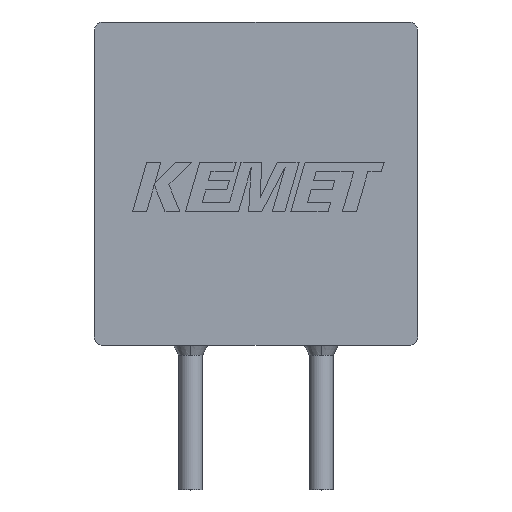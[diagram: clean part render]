
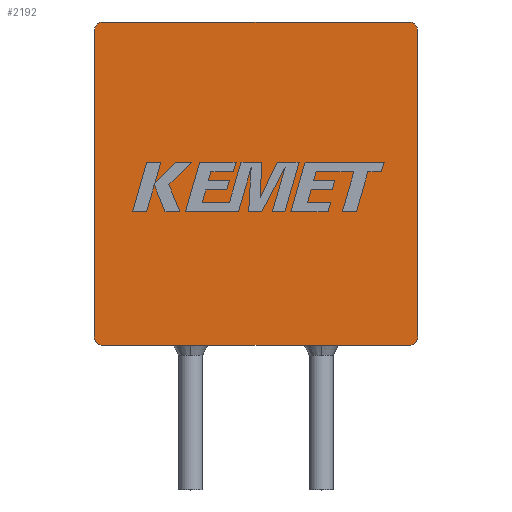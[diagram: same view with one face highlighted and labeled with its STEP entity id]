
A CAD part, top view. The second image highlights one B-rep face of the part: STEP entity #2192.
In plain terms, the highlighted planar face has unit normal (0, 0, 1).
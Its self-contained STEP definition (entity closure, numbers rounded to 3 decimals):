
#7 = CARTESIAN_POINT ( 'NONE',  ( 3.81, 3.61, 2.54 ) ) ;
#103 = VECTOR ( 'NONE', #880, 1000. ) ;
#106 = PLANE ( 'NONE',  #3124 ) ;
#111 = AXIS2_PLACEMENT_3D ( 'NONE', #1089, #1953, #2191 ) ;
#204 = AXIS2_PLACEMENT_3D ( 'NONE', #997, #1012, #3374 ) ;
#278 = LINE ( 'NONE', #2651, #3127 ) ;
#492 = ORIENTED_EDGE ( 'NONE', *, *, #718, .T. ) ;
#571 = CARTESIAN_POINT ( 'NONE',  ( -3.61, -3.61, 2.54 ) ) ;
#586 = FACE_OUTER_BOUND ( 'NONE', #1533, .T. ) ;
#635 = DIRECTION ( 'NONE',  ( 0., 0., -1. ) ) ;
#636 = CIRCLE ( 'NONE', #1198, 0.2 ) ;
#640 = CARTESIAN_POINT ( 'NONE',  ( -3.81, 3.81, 2.54 ) ) ;
#678 = DIRECTION ( 'NONE',  ( 0., 0., 1. ) ) ;
#718 = EDGE_CURVE ( 'NONE', #2406, #1355, #2186, .T. ) ;
#727 = EDGE_CURVE ( 'NONE', #3154, #3348, #1113, .T. ) ;
#750 = ORIENTED_EDGE ( 'NONE', *, *, #2483, .T. ) ;
#867 = ORIENTED_EDGE ( 'NONE', *, *, #1981, .T. ) ;
#880 = DIRECTION ( 'NONE',  ( 0., 1., 0. ) ) ;
#997 = CARTESIAN_POINT ( 'NONE',  ( -3.61, 3.61, 2.54 ) ) ;
#1012 = DIRECTION ( 'NONE',  ( 0., 0., 1. ) ) ;
#1039 = ORIENTED_EDGE ( 'NONE', *, *, #2067, .T. ) ;
#1089 = CARTESIAN_POINT ( 'NONE',  ( 3.61, -3.61, 2.54 ) ) ;
#1113 = LINE ( 'NONE', #1978, #103 ) ;
#1131 = CIRCLE ( 'NONE', #3155, 0.2 ) ;
#1181 = CARTESIAN_POINT ( 'NONE',  ( 0., 0., 2.54 ) ) ;
#1193 = CARTESIAN_POINT ( 'NONE',  ( -3.81, -3.61, 2.54 ) ) ;
#1198 = AXIS2_PLACEMENT_3D ( 'NONE', #3080, #678, #1759 ) ;
#1355 = VERTEX_POINT ( 'NONE', #1193 ) ;
#1404 = DIRECTION ( 'NONE',  ( 0., 0., 1. ) ) ;
#1418 = DIRECTION ( 'NONE',  ( -1., 0., 0. ) ) ;
#1435 = CARTESIAN_POINT ( 'NONE',  ( 3.81, -3.61, 2.54 ) ) ;
#1472 = CIRCLE ( 'NONE', #111, 0.2 ) ;
#1533 = EDGE_LOOP ( 'NONE', ( #2529, #867, #1897, #2888, #492, #3036, #1039, #750 ) ) ;
#1538 = VERTEX_POINT ( 'NONE', #3277 ) ;
#1716 = CARTESIAN_POINT ( 'NONE',  ( 3.61, -3.81, 2.54 ) ) ;
#1759 = DIRECTION ( 'NONE',  ( -1., 0., 0. ) ) ;
#1897 = ORIENTED_EDGE ( 'NONE', *, *, #3171, .T. ) ;
#1930 = EDGE_CURVE ( 'NONE', #3107, #2406, #2115, .T. ) ;
#1953 = DIRECTION ( 'NONE',  ( 0., 0., 1. ) ) ;
#1978 = CARTESIAN_POINT ( 'NONE',  ( 3.81, 3.81, 2.54 ) ) ;
#1981 = EDGE_CURVE ( 'NONE', #3348, #1538, #636, .T. ) ;
#2067 = EDGE_CURVE ( 'NONE', #2495, #2197, #278, .T. ) ;
#2115 = CIRCLE ( 'NONE', #204, 0.2 ) ;
#2148 = DIRECTION ( 'NONE',  ( 1., 0., 0. ) ) ;
#2186 = LINE ( 'NONE', #640, #2921 ) ;
#2191 = DIRECTION ( 'NONE',  ( -1., 0., 0. ) ) ;
#2192 = ADVANCED_FACE ( 'NONE', ( #586 ), #106, .F. ) ;
#2197 = VERTEX_POINT ( 'NONE', #1716 ) ;
#2313 = VECTOR ( 'NONE', #2505, 1000. ) ;
#2406 = VERTEX_POINT ( 'NONE', #2435 ) ;
#2435 = CARTESIAN_POINT ( 'NONE',  ( -3.81, 3.61, 2.54 ) ) ;
#2470 = CARTESIAN_POINT ( 'NONE',  ( -3.61, 3.81, 2.54 ) ) ;
#2483 = EDGE_CURVE ( 'NONE', #2197, #3154, #1472, .T. ) ;
#2495 = VERTEX_POINT ( 'NONE', #2991 ) ;
#2505 = DIRECTION ( 'NONE',  ( -1., 0., 0. ) ) ;
#2529 = ORIENTED_EDGE ( 'NONE', *, *, #727, .T. ) ;
#2651 = CARTESIAN_POINT ( 'NONE',  ( 3.81, -3.81, 2.54 ) ) ;
#2718 = DIRECTION ( 'NONE',  ( -1., 0., 0. ) ) ;
#2760 = DIRECTION ( 'NONE',  ( 0., -1., 0. ) ) ;
#2835 = LINE ( 'NONE', #3365, #2313 ) ;
#2888 = ORIENTED_EDGE ( 'NONE', *, *, #1930, .T. ) ;
#2921 = VECTOR ( 'NONE', #2760, 1000. ) ;
#2991 = CARTESIAN_POINT ( 'NONE',  ( -3.61, -3.81, 2.54 ) ) ;
#3036 = ORIENTED_EDGE ( 'NONE', *, *, #3117, .T. ) ;
#3080 = CARTESIAN_POINT ( 'NONE',  ( 3.61, 3.61, 2.54 ) ) ;
#3107 = VERTEX_POINT ( 'NONE', #2470 ) ;
#3117 = EDGE_CURVE ( 'NONE', #1355, #2495, #1131, .T. ) ;
#3124 = AXIS2_PLACEMENT_3D ( 'NONE', #1181, #635, #2718 ) ;
#3127 = VECTOR ( 'NONE', #2148, 1000. ) ;
#3154 = VERTEX_POINT ( 'NONE', #1435 ) ;
#3155 = AXIS2_PLACEMENT_3D ( 'NONE', #571, #1404, #1418 ) ;
#3171 = EDGE_CURVE ( 'NONE', #1538, #3107, #2835, .T. ) ;
#3277 = CARTESIAN_POINT ( 'NONE',  ( 3.61, 3.81, 2.54 ) ) ;
#3348 = VERTEX_POINT ( 'NONE', #7 ) ;
#3365 = CARTESIAN_POINT ( 'NONE',  ( 3.81, 3.81, 2.54 ) ) ;
#3374 = DIRECTION ( 'NONE',  ( -1., 0., 0. ) ) ;
